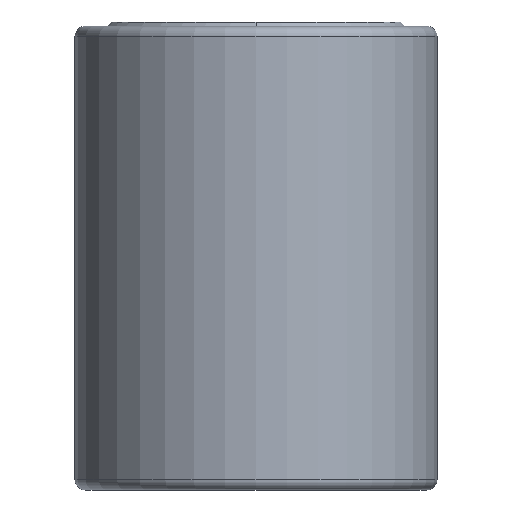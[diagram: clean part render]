
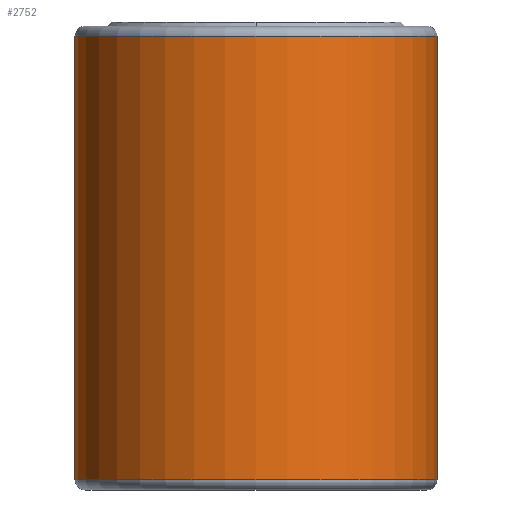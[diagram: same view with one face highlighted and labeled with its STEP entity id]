
A CAD part, front view. The second image highlights one B-rep face of the part: STEP entity #2752.
In plain terms, the highlighted cylindrical face has radius 12.5 mm (diameter 25 mm), a partial arc.
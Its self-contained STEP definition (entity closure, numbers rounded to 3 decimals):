
#2289=DIRECTION('',(0.,0.,1.));
#2290=VECTOR('',#2289,30.6);
#2291=CARTESIAN_POINT('',(-12.5,0.,0.4));
#2292=LINE('',#2291,#2290);
#2304=DIRECTION('',(0.,0.,-1.));
#2305=VECTOR('',#2304,30.6);
#2306=CARTESIAN_POINT('',(12.5,0.,31.));
#2307=LINE('',#2306,#2305);
#2419=CARTESIAN_POINT('',(0.,0.,0.4));
#2420=DIRECTION('',(0.,0.,-1.));
#2421=DIRECTION('',(-1.,0.,0.));
#2422=AXIS2_PLACEMENT_3D('',#2419,#2420,#2421);
#2427=CARTESIAN_POINT('',(0.,0.,31.));
#2428=DIRECTION('',(0.,0.,1.));
#2429=DIRECTION('',(1.,0.,0.));
#2430=AXIS2_PLACEMENT_3D('',#2427,#2428,#2429);
#2509=CARTESIAN_POINT('',(12.5,0.,31.));
#2510=CARTESIAN_POINT('',(-12.5,0.,31.));
#2511=VERTEX_POINT('',#2509);
#2512=VERTEX_POINT('',#2510);
#2535=CARTESIAN_POINT('',(-12.5,0.,0.4));
#2536=CARTESIAN_POINT('',(12.5,0.,0.4));
#2537=VERTEX_POINT('',#2535);
#2538=VERTEX_POINT('',#2536);
#2740=CARTESIAN_POINT('',(0.,0.,-0.3));
#2741=DIRECTION('',(0.,0.,1.));
#2742=DIRECTION('',(1.,0.,0.));
#2743=AXIS2_PLACEMENT_3D('',#2740,#2741,#2742);
#2744=CYLINDRICAL_SURFACE('',#2743,12.5);
#2745=ORIENTED_EDGE('',*,*,#2734,.T.);
#2746=ORIENTED_EDGE('',*,*,#2698,.F.);
#2748=ORIENTED_EDGE('',*,*,#2747,.T.);
#2749=ORIENTED_EDGE('',*,*,#2694,.F.);
#2750=EDGE_LOOP('',(#2745,#2746,#2748,#2749));
#2751=FACE_OUTER_BOUND('',#2750,.F.);
#2752=ADVANCED_FACE('',(#2751),#2744,.T.);
#2423=CIRCLE('',#2422,12.5);
#2431=CIRCLE('',#2430,12.5);
#2694=EDGE_CURVE('',#2537,#2512,#2292,.T.);
#2698=EDGE_CURVE('',#2511,#2538,#2307,.T.);
#2734=EDGE_CURVE('',#2537,#2538,#2423,.T.);
#2747=EDGE_CURVE('',#2511,#2512,#2431,.T.);
